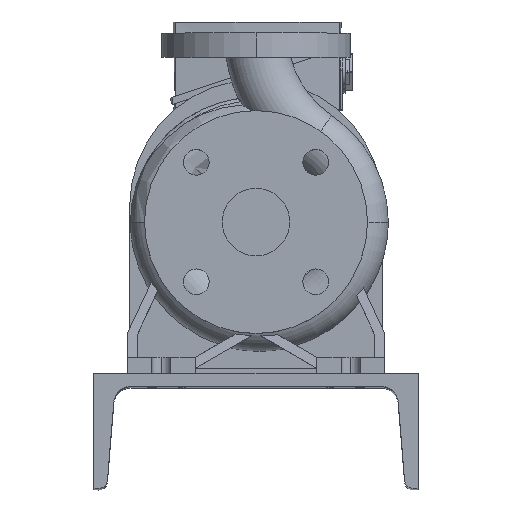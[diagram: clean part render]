
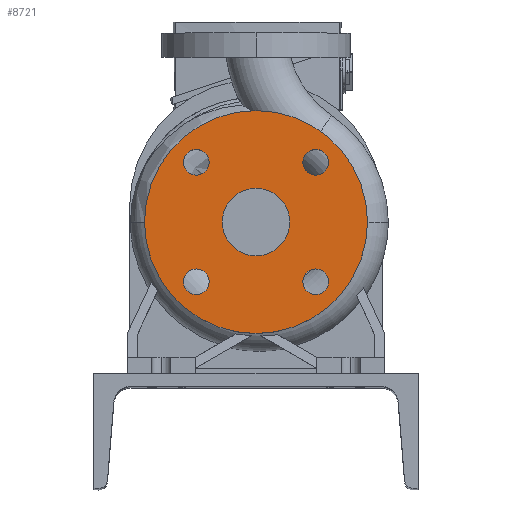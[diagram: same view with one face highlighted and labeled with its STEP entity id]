
A CAD part, top view. The second image highlights one B-rep face of the part: STEP entity #8721.
In plain terms, the highlighted planar face has unit normal (0, 0, 1).
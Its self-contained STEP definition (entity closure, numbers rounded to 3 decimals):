
#534 = AXIS2_PLACEMENT_3D ( 'NONE', #35035, #23623, #23814 ) ;
#648 = VERTEX_POINT ( 'NONE', #20545 ) ;
#727 = EDGE_CURVE ( 'NONE', #648, #16191, #14228, .T. ) ;
#998 = CIRCLE ( 'NONE', #17692, 9.5 ) ;
#1132 = AXIS2_PLACEMENT_3D ( 'NONE', #4305, #6884, #24092 ) ;
#1152 = ORIENTED_EDGE ( 'NONE', *, *, #31618, .F. ) ;
#1280 = VERTEX_POINT ( 'NONE', #20232 ) ;
#1282 = VERTEX_POINT ( 'NONE', #25848 ) ;
#1548 = DIRECTION ( 'NONE',  ( 1., 0., 0. ) ) ;
#1610 = EDGE_LOOP ( 'NONE', ( #25433, #24544 ) ) ;
#1624 = CARTESIAN_POINT ( 'NONE',  ( -44.194, -34.694, 80. ) ) ;
#1933 = VERTEX_POINT ( 'NONE', #22949 ) ;
#2031 = AXIS2_PLACEMENT_3D ( 'NONE', #2379, #19158, #25151 ) ;
#2379 = CARTESIAN_POINT ( 'NONE',  ( 0., 82.5, 80. ) ) ;
#2681 = CIRCLE ( 'NONE', #13990, 9.5 ) ;
#2830 = DIRECTION ( 'NONE',  ( 0., 0., 1. ) ) ;
#3257 = DIRECTION ( 'NONE',  ( 0., 0., 1. ) ) ;
#3756 = AXIS2_PLACEMENT_3D ( 'NONE', #26837, #7011, #24025 ) ;
#4230 = VERTEX_POINT ( 'NONE', #5673 ) ;
#4305 = CARTESIAN_POINT ( 'NONE',  ( 44.194, -44.194, 80. ) ) ;
#4374 = ORIENTED_EDGE ( 'NONE', *, *, #13161, .F. ) ;
#4534 = CARTESIAN_POINT ( 'NONE',  ( 0., 0., 80. ) ) ;
#4802 = FACE_BOUND ( 'NONE', #34019, .T. ) ;
#4887 = DIRECTION ( 'NONE',  ( 0., -1., 0. ) ) ;
#4925 = AXIS2_PLACEMENT_3D ( 'NONE', #20153, #16416, #16962 ) ;
#5129 = AXIS2_PLACEMENT_3D ( 'NONE', #17768, #26758, #31812 ) ;
#5169 = EDGE_CURVE ( 'NONE', #16191, #648, #21057, .T. ) ;
#5673 = CARTESIAN_POINT ( 'NONE',  ( 0., 82.5, 80. ) ) ;
#5873 = CARTESIAN_POINT ( 'NONE',  ( 0., -82.5, 80. ) ) ;
#6038 = DIRECTION ( 'NONE',  ( 0., -1., 0. ) ) ;
#6884 = DIRECTION ( 'NONE',  ( 0., 0., 1. ) ) ;
#6992 = AXIS2_PLACEMENT_3D ( 'NONE', #12896, #13646, #24872 ) ;
#7011 = DIRECTION ( 'NONE',  ( 0., 0., 1. ) ) ;
#7382 = PLANE ( 'NONE',  #2031 ) ;
#7664 = CARTESIAN_POINT ( 'NONE',  ( -44.194, -44.194, 80. ) ) ;
#7752 = AXIS2_PLACEMENT_3D ( 'NONE', #15356, #27136, #1548 ) ;
#8272 = ORIENTED_EDGE ( 'NONE', *, *, #28247, .F. ) ;
#8350 = EDGE_LOOP ( 'NONE', ( #12578, #29342 ) ) ;
#8721 = ADVANCED_FACE ( 'NONE', ( #30761, #27960, #30946, #28140, #4802, #18976 ), #7382, .F. ) ;
#9368 = AXIS2_PLACEMENT_3D ( 'NONE', #7664, #30489, #4887 ) ;
#9408 = ORIENTED_EDGE ( 'NONE', *, *, #20999, .F. ) ;
#9890 = CIRCLE ( 'NONE', #18851, 25. ) ;
#9978 = VERTEX_POINT ( 'NONE', #26115 ) ;
#10590 = EDGE_CURVE ( 'NONE', #1280, #16150, #2681, .T. ) ;
#11815 = EDGE_CURVE ( 'NONE', #23707, #4230, #30175, .T. ) ;
#12578 = ORIENTED_EDGE ( 'NONE', *, *, #727, .F. ) ;
#12896 = CARTESIAN_POINT ( 'NONE',  ( 0., 0., 80. ) ) ;
#13161 = EDGE_CURVE ( 'NONE', #16150, #1280, #998, .T. ) ;
#13337 = EDGE_LOOP ( 'NONE', ( #1152, #20075 ) ) ;
#13646 = DIRECTION ( 'NONE',  ( 0., 0., 1. ) ) ;
#13894 = CARTESIAN_POINT ( 'NONE',  ( -44.194, 44.194, 80. ) ) ;
#13990 = AXIS2_PLACEMENT_3D ( 'NONE', #14564, #2830, #25974 ) ;
#14228 = CIRCLE ( 'NONE', #1132, 9.5 ) ;
#14564 = CARTESIAN_POINT ( 'NONE',  ( -44.194, 44.194, 80. ) ) ;
#14804 = DIRECTION ( 'NONE',  ( 0., -1., 0. ) ) ;
#15356 = CARTESIAN_POINT ( 'NONE',  ( 44.194, 44.194, 80. ) ) ;
#15984 = EDGE_CURVE ( 'NONE', #4230, #23707, #24921, .T. ) ;
#16035 = EDGE_CURVE ( 'NONE', #1933, #23594, #19545, .T. ) ;
#16150 = VERTEX_POINT ( 'NONE', #25241 ) ;
#16191 = VERTEX_POINT ( 'NONE', #29516 ) ;
#16416 = DIRECTION ( 'NONE',  ( 0., 0., 1. ) ) ;
#16962 = DIRECTION ( 'NONE',  ( 1., 0., 0. ) ) ;
#17599 = CARTESIAN_POINT ( 'NONE',  ( -44.194, -44.194, 80. ) ) ;
#17674 = VERTEX_POINT ( 'NONE', #32543 ) ;
#17692 = AXIS2_PLACEMENT_3D ( 'NONE', #13894, #3257, #6038 ) ;
#17768 = CARTESIAN_POINT ( 'NONE',  ( 0., 0., 80. ) ) ;
#18530 = DIRECTION ( 'NONE',  ( 0., 0., 1. ) ) ;
#18851 = AXIS2_PLACEMENT_3D ( 'NONE', #4534, #18530, #27519 ) ;
#18976 = FACE_BOUND ( 'NONE', #8350, .T. ) ;
#19158 = DIRECTION ( 'NONE',  ( 0., 0., -1. ) ) ;
#19545 = CIRCLE ( 'NONE', #9368, 9.5 ) ;
#19602 = CIRCLE ( 'NONE', #534, 25. ) ;
#19880 = EDGE_CURVE ( 'NONE', #1282, #9978, #34031, .T. ) ;
#20075 = ORIENTED_EDGE ( 'NONE', *, *, #28336, .F. ) ;
#20153 = CARTESIAN_POINT ( 'NONE',  ( 44.194, 44.194, 80. ) ) ;
#20232 = CARTESIAN_POINT ( 'NONE',  ( -44.194, 53.694, 80. ) ) ;
#20545 = CARTESIAN_POINT ( 'NONE',  ( 44.194, -53.694, 80. ) ) ;
#20999 = EDGE_CURVE ( 'NONE', #9978, #1282, #35941, .T. ) ;
#21057 = CIRCLE ( 'NONE', #3756, 9.5 ) ;
#21237 = AXIS2_PLACEMENT_3D ( 'NONE', #17599, #32379, #14804 ) ;
#22949 = CARTESIAN_POINT ( 'NONE',  ( -44.194, -53.694, 80. ) ) ;
#23594 = VERTEX_POINT ( 'NONE', #1624 ) ;
#23623 = DIRECTION ( 'NONE',  ( 0., 0., 1. ) ) ;
#23707 = VERTEX_POINT ( 'NONE', #5873 ) ;
#23814 = DIRECTION ( 'NONE',  ( 0., -1., 0. ) ) ;
#24025 = DIRECTION ( 'NONE',  ( 0., -1., 0. ) ) ;
#24092 = DIRECTION ( 'NONE',  ( 0., -1., 0. ) ) ;
#24544 = ORIENTED_EDGE ( 'NONE', *, *, #15984, .T. ) ;
#24872 = DIRECTION ( 'NONE',  ( 0., -1., 0. ) ) ;
#24921 = CIRCLE ( 'NONE', #6992, 82.5 ) ;
#25151 = DIRECTION ( 'NONE',  ( 0., 1., 0. ) ) ;
#25241 = CARTESIAN_POINT ( 'NONE',  ( -44.194, 34.694, 80. ) ) ;
#25433 = ORIENTED_EDGE ( 'NONE', *, *, #11815, .T. ) ;
#25848 = CARTESIAN_POINT ( 'NONE',  ( 53.694, 44.194, 80. ) ) ;
#25974 = DIRECTION ( 'NONE',  ( 0., -1., 0. ) ) ;
#26115 = CARTESIAN_POINT ( 'NONE',  ( 34.694, 44.194, 80. ) ) ;
#26276 = CARTESIAN_POINT ( 'NONE',  ( 0., -25., 80. ) ) ;
#26744 = ORIENTED_EDGE ( 'NONE', *, *, #16035, .F. ) ;
#26758 = DIRECTION ( 'NONE',  ( 0., 0., 1. ) ) ;
#26837 = CARTESIAN_POINT ( 'NONE',  ( 44.194, -44.194, 80. ) ) ;
#27136 = DIRECTION ( 'NONE',  ( 0., 0., 1. ) ) ;
#27519 = DIRECTION ( 'NONE',  ( 0., -1., 0. ) ) ;
#27960 = FACE_BOUND ( 'NONE', #13337, .T. ) ;
#28140 = FACE_BOUND ( 'NONE', #36356, .T. ) ;
#28247 = EDGE_CURVE ( 'NONE', #23594, #1933, #34978, .T. ) ;
#28336 = EDGE_CURVE ( 'NONE', #17674, #34593, #9890, .T. ) ;
#29342 = ORIENTED_EDGE ( 'NONE', *, *, #5169, .F. ) ;
#29516 = CARTESIAN_POINT ( 'NONE',  ( 44.194, -34.694, 80. ) ) ;
#30175 = CIRCLE ( 'NONE', #5129, 82.5 ) ;
#30489 = DIRECTION ( 'NONE',  ( 0., 0., 1. ) ) ;
#30582 = EDGE_LOOP ( 'NONE', ( #33029, #9408 ) ) ;
#30761 = FACE_BOUND ( 'NONE', #30582, .T. ) ;
#30946 = FACE_OUTER_BOUND ( 'NONE', #1610, .T. ) ;
#31618 = EDGE_CURVE ( 'NONE', #34593, #17674, #19602, .T. ) ;
#31812 = DIRECTION ( 'NONE',  ( 0., -1., 0. ) ) ;
#32379 = DIRECTION ( 'NONE',  ( 0., 0., 1. ) ) ;
#32543 = CARTESIAN_POINT ( 'NONE',  ( 0., 25., 80. ) ) ;
#33029 = ORIENTED_EDGE ( 'NONE', *, *, #19880, .F. ) ;
#34019 = EDGE_LOOP ( 'NONE', ( #26744, #8272 ) ) ;
#34031 = CIRCLE ( 'NONE', #7752, 9.5 ) ;
#34462 = ORIENTED_EDGE ( 'NONE', *, *, #10590, .F. ) ;
#34593 = VERTEX_POINT ( 'NONE', #26276 ) ;
#34978 = CIRCLE ( 'NONE', #21237, 9.5 ) ;
#35035 = CARTESIAN_POINT ( 'NONE',  ( 0., 0., 80. ) ) ;
#35941 = CIRCLE ( 'NONE', #4925, 9.5 ) ;
#36356 = EDGE_LOOP ( 'NONE', ( #4374, #34462 ) ) ;
